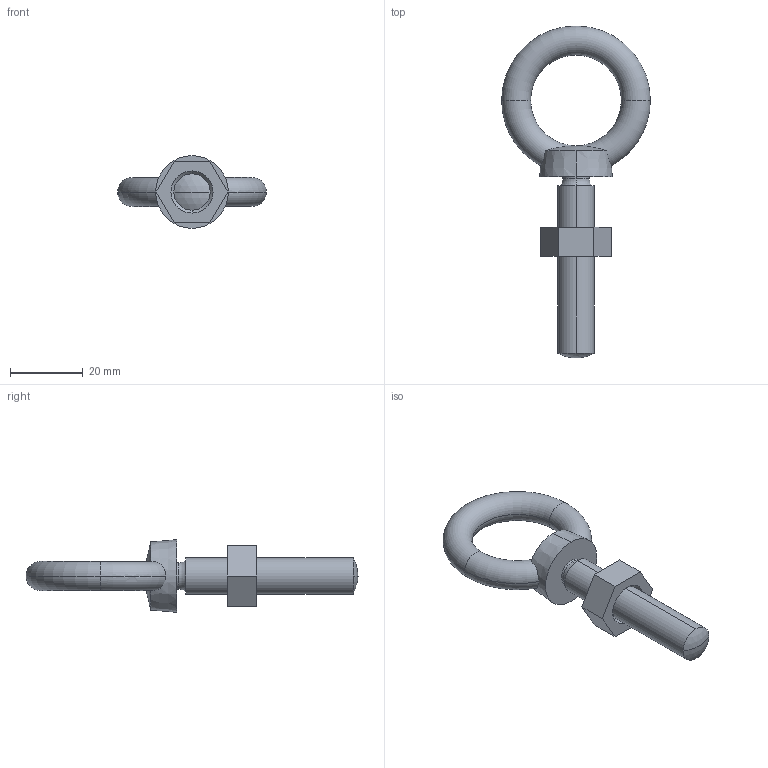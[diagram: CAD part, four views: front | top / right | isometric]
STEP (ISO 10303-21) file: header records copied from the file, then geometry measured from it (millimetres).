
FILE_DESCRIPTION (( 'STEP AP203' ), '1' );
FILE_NAME ('B-1131-10.STEP', '2009-10-07T02:05:23', ( ' ' ), ( ' ' ), 'SwSTEP 2.0', 'SolidWorks 2007', '' );
FILE_SCHEMA (( 'CONFIG_CONTROL_DESIGN' ));
Length unit declared in the file: millimetre
Products named in the file (3): B-1131-10__蹬怮椔; B-1131-10; B-1131-10六角ナットM10__ﾃﾞﾌｫﾙﾄ
Assembly tree (2 placements, depth 2):
  B-1131-10
    B-1131-10六角ナットM10__ﾃﾞﾌｫﾙﾄ
    B-1131-10__蹬怮椔
Bounding box: 41 x 91.5 x 20 mm (x, y, z)
Volume: 11839.7 mm3; surface area: 5757.3 mm2
Topology: 2 solids, 2 shells, 32 faces, 74 edges, 46 vertices
Faces by surface type: plane 10, torus 10, cone 4, cylinder 4, sphere 4
Entity records: 1339 total; most frequent: CARTESIAN_POINT 281, DIRECTION 180, ORIENTED_EDGE 148, AXIS2_PLACEMENT_3D 77, EDGE_CURVE 74, VERTEX_POINT 46, CIRCLE 40, EDGE_LOOP 36
